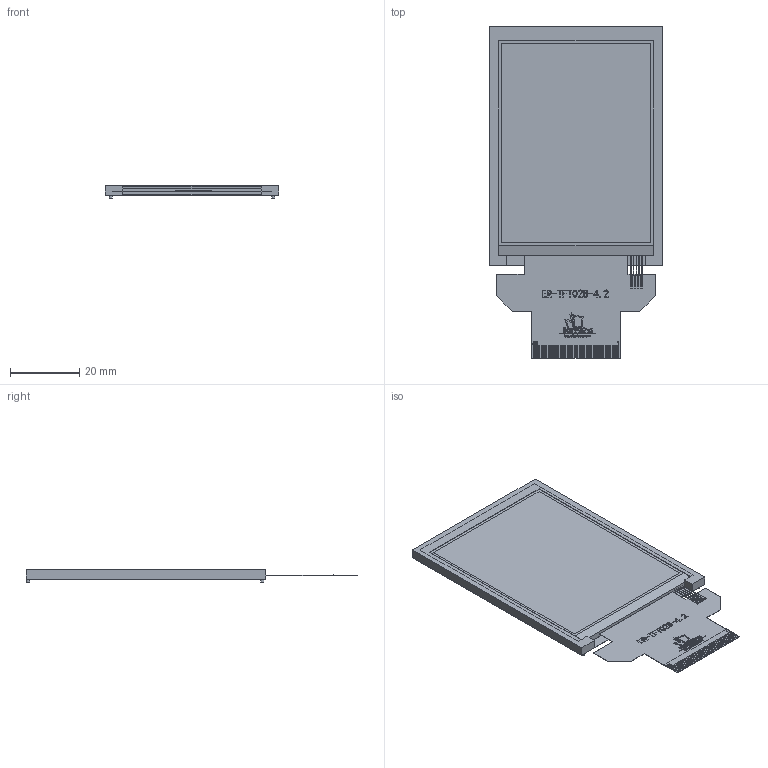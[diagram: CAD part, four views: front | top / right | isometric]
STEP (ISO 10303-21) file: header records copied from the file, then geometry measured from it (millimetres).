
FILE_DESCRIPTION((' '),'2;1');
FILE_NAME( 'ER-TFT028-4.2.stp', '2025-09-05T18:51:00', (' '), ('--- ---'), ' V2025.1 Dec 16 2024', ' 2025 (c)', ' ');
FILE_SCHEMA(('AP242_MANAGED_MODEL_BASED_3D_ENGINEERING_MIM_LF { 1 0 10303 442 1 1 4 }'));
Length unit declared in the file: millimetre
Products named in the file (41): Íâ¿Ç; Íâ¿Ç--1; Íâ¿Ç--2; Íâ¿Ç--3; Íâ¿Ç--4; Íâ¿Ç--5; Íâ¿Ç--6; Íâ¿Ç--7; 4no_2logo; 4no_2logo--1; 4no_2logo--2; 4no_2logo--3; 4no_2logo--4; 4no_2logo--5; 4no_2logo--6; 4no_2logo--7; 4no_2logo--8; 4no_2logo--9; 4no_2logo--10; 4no_2logo--11; 4no_2logo--12; 4no_2logo--13; 4no_2logo--14; 4no_2logo--15; 4no_2logo--16; 4no_2logo--17; 4no_2logo--18; 4no_2logo--19; 4no_2logo--20; 4no_2logo--21; 4no_2logo--22; 4no_2logo--23; 4no_2logo--24; 4no_2logo--25; 4no_2logo--26; 4no_2logo--27; 4no_2logo--28; 4no_2logo--29; 4no_2logo--30; ER-TFT028-4.2 ...
Assembly tree (40 placements, depth 2):
  Compo-1
    Íâ¿Ç
    Íâ¿Ç--1
    Íâ¿Ç--2
    Íâ¿Ç--3
    Íâ¿Ç--4
    Íâ¿Ç--5
    Íâ¿Ç--6
    Íâ¿Ç--7
    4no_2logo
    4no_2logo--1
    4no_2logo--2
    4no_2logo--3
    4no_2logo--4
    4no_2logo--5
    4no_2logo--6
    4no_2logo--7
    4no_2logo--8
    4no_2logo--9
    4no_2logo--10
    4no_2logo--11
    4no_2logo--12
    4no_2logo--13
    4no_2logo--14
    4no_2logo--15
    4no_2logo--16
    4no_2logo--17
    4no_2logo--18
    4no_2logo--19
    4no_2logo--20
    4no_2logo--21
    4no_2logo--22
    4no_2logo--23
    4no_2logo--24
    4no_2logo--25
    4no_2logo--26
    4no_2logo--27
    4no_2logo--28
    4no_2logo--29
    4no_2logo--30
    ER-TFT028-4.2
Bounding box: 50.2 x 96 x 3.6 mm (x, y, z)
Volume: 8381.1 mm3; surface area: 22921.2 mm2
Topology: 40 solids, 40 shells, 614 faces, 1659 edges, 1144 vertices
Faces by surface type: plane 449, bspline 161, cylinder 4
Full cylindrical faces by diameter (mm): 0.95 x4
Entity records: 27561 total; most frequent: CARTESIAN_POINT 11997, ORIENTED_EDGE 3310, DIRECTION 2384, EDGE_CURVE 1655, VECTOR 1300, LINE 1300, VERTEX_POINT 1144, EDGE_LOOP 665
